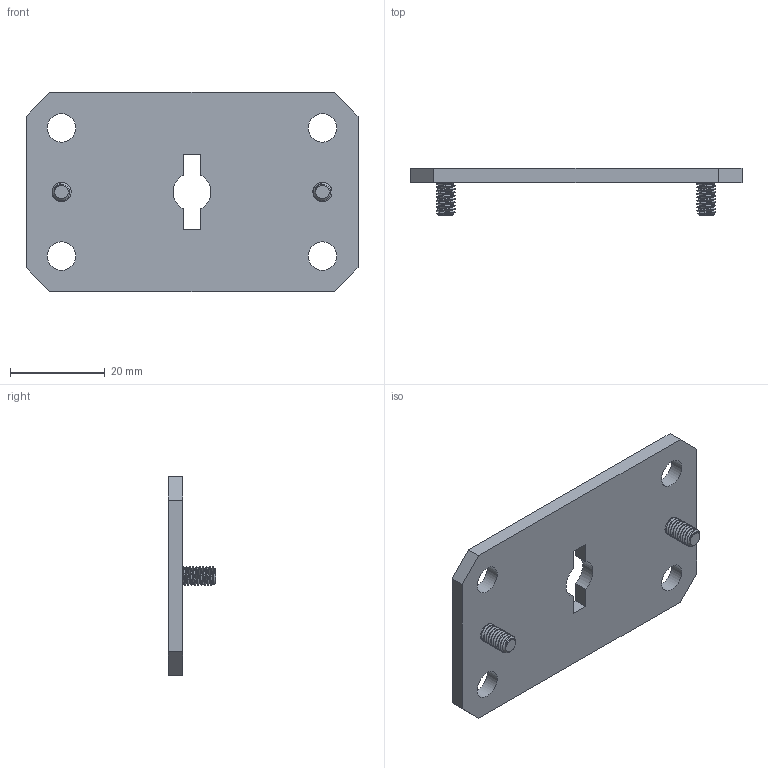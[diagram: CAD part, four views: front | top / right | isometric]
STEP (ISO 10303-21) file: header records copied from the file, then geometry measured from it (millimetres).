
FILE_DESCRIPTION(/* description */ (''),/* implementation_level */ '2;1');
FILE_NAME(/* name */ 'Volume Cover v3.stp',/* time_stamp */ '2022-11-18T21:34:55-08:00',/* author */ ('cbliss'),/* organization */ (''),/* preprocessor_version */ 'ST-DEVELOPER v17.2',/* originating_system */ 'Autodesk Inventor 2019',/* authorisation */ '');
FILE_SCHEMA (('AUTOMOTIVE_DESIGN { 1 0 10303 214 3 1 1 }'));
Length unit declared in the file: millimetre
Products named in the file (3): Volume Cover v3; 93580A592_Press-Fit Studs; Volume Cover v3_1
Assembly tree (3 placements, depth 2):
  Volume Cover v3
    93580A592_Press-Fit Studs  x2
    Volume Cover v3_1
Bounding box: 70 x 10 x 42 mm (x, y, z)
Volume: 8248.2 mm3; surface area: 6926.6 mm2
Topology: 3 solids, 3 shells, 248 faces, 604 edges, 362 vertices
Faces by surface type: plane 110, cone 66, torus 34, cylinder 32, bspline 6
Full cylindrical faces by diameter (mm): 4 x24, 6 x4
Entity records: 8280 total; most frequent: CARTESIAN_POINT 4875, DIRECTION 732, ORIENTED_EDGE 670, EDGE_CURVE 335, AXIS2_PLACEMENT_3D 289, VERTEX_POINT 203, LINE 154, VECTOR 154
